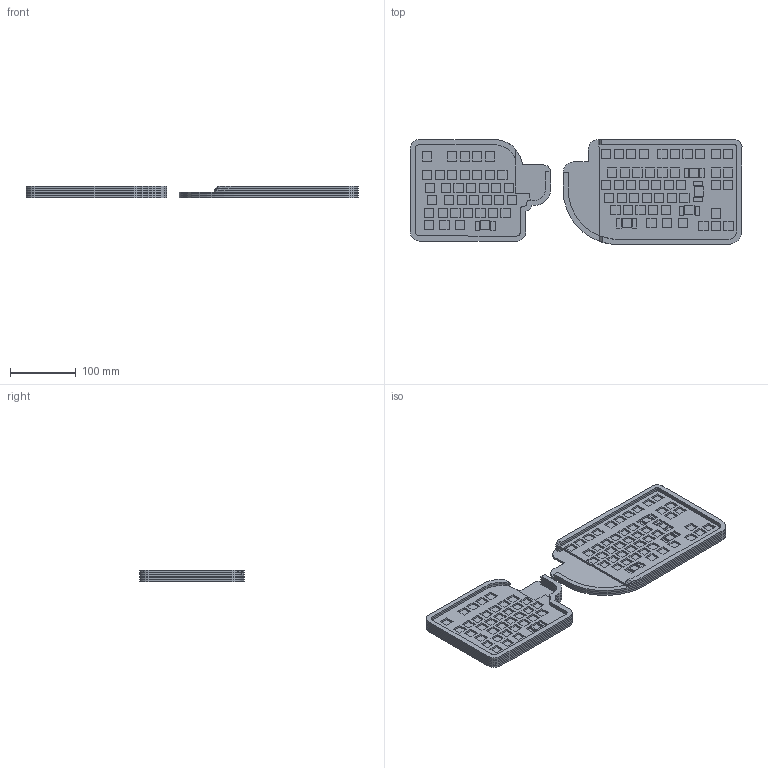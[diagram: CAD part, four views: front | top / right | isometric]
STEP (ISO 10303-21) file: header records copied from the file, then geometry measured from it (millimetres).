
FILE_DESCRIPTION(/* description */ (''),/* implementation_level */ '2;1');
FILE_NAME(/* name */ 'Keyboard v12.step',/* time_stamp */ '2021-12-20T17:04:52+01:00',/* author */ (''),/* organization */ (''),/* preprocessor_version */ 'ST-DEVELOPER v18.1',/* originating_system */ 'Autodesk Translation Framework v10.10.0.1391',/* authorisation */ '');
FILE_SCHEMA (('AUTOMOTIVE_DESIGN { 1 0 10303 214 3 1 1 }'));
Length unit declared in the file: millimetre
Products named in the file (1): Keyboard
Bounding box: 504.54 x 159.46 x 18 mm (x, y, z)
Volume: 445037.4 mm3; surface area: 353804.4 mm2
Topology: 12 solids, 12 shells, 949 faces, 2751 edges, 1834 vertices
Faces by surface type: plane 846, cylinder 103
Entity records: 31379 total; most frequent: CARTESIAN_POINT 5535, ORIENTED_EDGE 5502, DIRECTION 4861, EDGE_CURVE 2751, LINE 2541, VECTOR 2541, VERTEX_POINT 1834, EDGE_LOOP 1231
